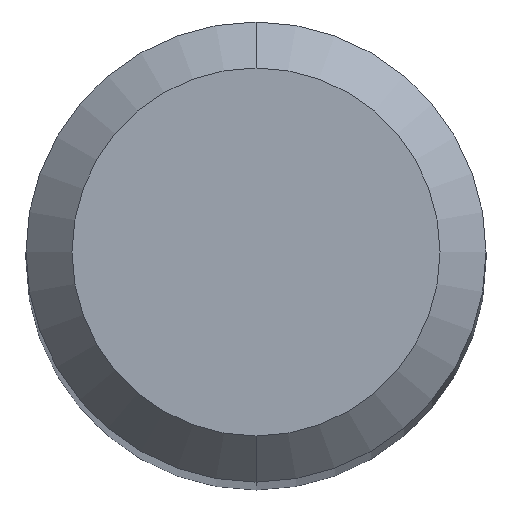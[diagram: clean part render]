
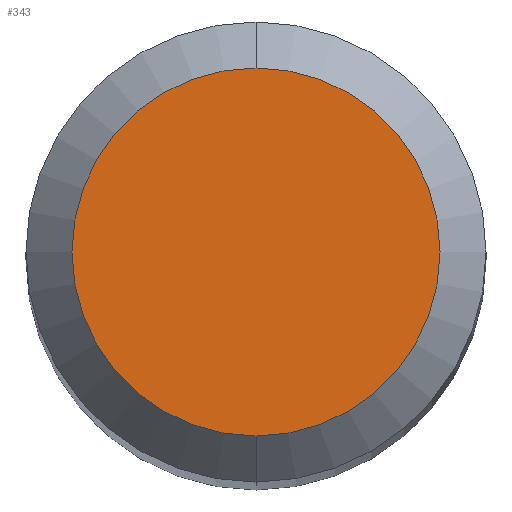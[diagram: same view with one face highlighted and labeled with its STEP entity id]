
A CAD part, top view. The second image highlights one B-rep face of the part: STEP entity #343.
In plain terms, the highlighted planar face has unit normal (0, 0, 1).
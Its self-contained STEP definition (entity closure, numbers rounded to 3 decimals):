
#281=EDGE_CURVE('',#389,#407,#596,.T.);
#343=ADVANCED_FACE('',(#670),#671,.T.);
#363=EDGE_CURVE('',#407,#389,#693,.T.);
#389=VERTEX_POINT('',#720);
#407=VERTEX_POINT('',#739);
#596=CIRCLE('',#1089,1.2);
#670=FACE_OUTER_BOUND('',#1185,.T.);
#671=PLANE('',#1186);
#693=CIRCLE('',#1218,1.2);
#720=CARTESIAN_POINT('',(0.0,1.2,0.));
#739=CARTESIAN_POINT('',(0.,-1.2,0.));
#1089=AXIS2_PLACEMENT_3D('',#1550,#1551,#1552);
#1185=EDGE_LOOP('',(#1660,#1661));
#1186=AXIS2_PLACEMENT_3D('',#1662,#1663,#1664);
#1218=AXIS2_PLACEMENT_3D('',#1689,#1690,#1691);
#1550=CARTESIAN_POINT('',(0.0,0.0,0.));
#1551=DIRECTION('',(0.0,0.0,-1.0));
#1552=DIRECTION('',(0.0,1.0,0.0));
#1660=ORIENTED_EDGE('',*,*,#281,.F.);
#1661=ORIENTED_EDGE('',*,*,#363,.F.);
#1662=CARTESIAN_POINT('',(0.0,0.6,0.));
#1663=DIRECTION('',(-0.0,0.0,1.0));
#1664=DIRECTION('',(0.0,-1.0,0.0));
#1689=CARTESIAN_POINT('',(0.0,0.0,0.));
#1690=DIRECTION('',(0.0,0.0,-1.0));
#1691=DIRECTION('',(0.0,1.0,0.0));
